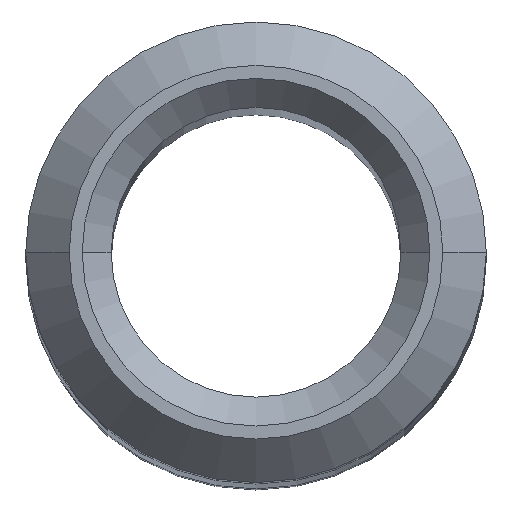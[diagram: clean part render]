
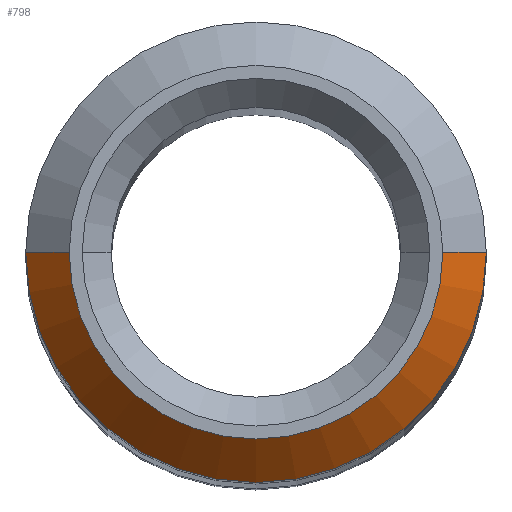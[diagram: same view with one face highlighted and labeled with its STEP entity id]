
A CAD part, top view. The second image highlights one B-rep face of the part: STEP entity #798.
In plain terms, the highlighted conical face has half-angle 45 degrees and reference radius 1.29 mm.
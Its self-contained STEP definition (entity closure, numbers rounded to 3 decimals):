
#1 = VECTOR ( 'NONE', #848, 1000. ) ;
#43 = CARTESIAN_POINT ( 'NONE',  ( -1.29, 0., 0. ) ) ;
#52 = FACE_OUTER_BOUND ( 'NONE', #951, .T. ) ;
#57 = VECTOR ( 'NONE', #654, 1000. ) ;
#77 = EDGE_CURVE ( 'NONE', #1123, #980, #1003, .T. ) ;
#87 = CARTESIAN_POINT ( 'NONE',  ( -1.59, 0., -0.3 ) ) ;
#273 = DIRECTION ( 'NONE',  ( 1., 0., 0. ) ) ;
#276 = DIRECTION ( 'NONE',  ( 0., 0., 1. ) ) ;
#277 = CARTESIAN_POINT ( 'NONE',  ( 0., 0., 0. ) ) ;
#316 = CIRCLE ( 'NONE', #999, 1.59 ) ;
#319 = EDGE_CURVE ( 'NONE', #388, #744, #759, .T. ) ;
#388 = VERTEX_POINT ( 'NONE', #43 ) ;
#438 = CARTESIAN_POINT ( 'NONE',  ( 1.29, 0., 0. ) ) ;
#457 = CARTESIAN_POINT ( 'NONE',  ( 1.59, 0., -0.3 ) ) ;
#463 = ORIENTED_EDGE ( 'NONE', *, *, #1039, .F. ) ;
#482 = CARTESIAN_POINT ( 'NONE',  ( 0., 0., 0. ) ) ;
#583 = EDGE_CURVE ( 'NONE', #980, #744, #316, .T. ) ;
#584 = ORIENTED_EDGE ( 'NONE', *, *, #583, .F. ) ;
#621 = CONICAL_SURFACE ( 'NONE', #998, 1.29, 0.785 ) ;
#654 = DIRECTION ( 'NONE',  ( 0.707, 0., -0.707 ) ) ;
#685 = CARTESIAN_POINT ( 'NONE',  ( 1.29, 0., 0. ) ) ;
#692 = ORIENTED_EDGE ( 'NONE', *, *, #319, .T. ) ;
#705 = DIRECTION ( 'NONE',  ( 0., 0., -1. ) ) ;
#744 = VERTEX_POINT ( 'NONE', #87 ) ;
#759 = LINE ( 'NONE', #850, #1 ) ;
#798 = ADVANCED_FACE ( 'NONE', ( #52 ), #621, .T. ) ;
#802 = DIRECTION ( 'NONE',  ( -1., 0., 0. ) ) ;
#831 = CARTESIAN_POINT ( 'NONE',  ( 0., 0., -0.3 ) ) ;
#848 = DIRECTION ( 'NONE',  ( -0.707, 0., -0.707 ) ) ;
#850 = CARTESIAN_POINT ( 'NONE',  ( -1.29, 0., 0. ) ) ;
#875 = AXIS2_PLACEMENT_3D ( 'NONE', #277, #276, #273 ) ;
#951 = EDGE_LOOP ( 'NONE', ( #968, #463, #692, #584 ) ) ;
#968 = ORIENTED_EDGE ( 'NONE', *, *, #77, .F. ) ;
#980 = VERTEX_POINT ( 'NONE', #457 ) ;
#998 = AXIS2_PLACEMENT_3D ( 'NONE', #482, #705, #802 ) ;
#999 = AXIS2_PLACEMENT_3D ( 'NONE', #831, #1090, #1085 ) ;
#1003 = LINE ( 'NONE', #438, #57 ) ;
#1039 = EDGE_CURVE ( 'NONE', #388, #1123, #1062, .T. ) ;
#1062 = CIRCLE ( 'NONE', #875, 1.29 ) ;
#1085 = DIRECTION ( 'NONE',  ( 1., 0., 0. ) ) ;
#1090 = DIRECTION ( 'NONE',  ( 0., 0., -1. ) ) ;
#1123 = VERTEX_POINT ( 'NONE', #685 ) ;
